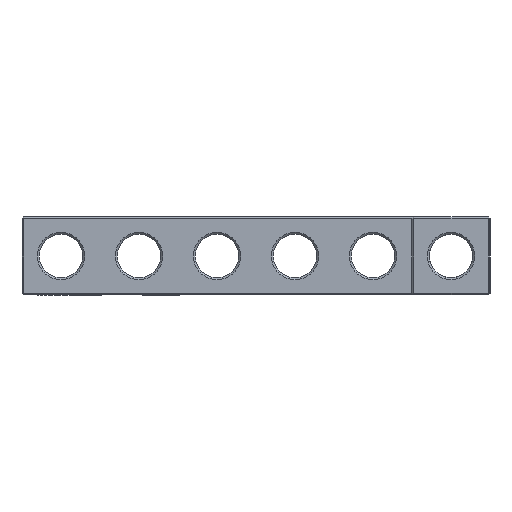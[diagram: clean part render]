
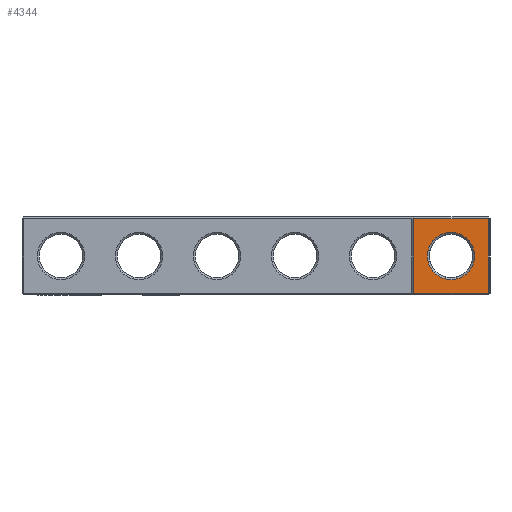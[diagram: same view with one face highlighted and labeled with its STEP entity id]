
A CAD part, left-side view. The second image highlights one B-rep face of the part: STEP entity #4344.
In plain terms, the highlighted planar face has unit normal (-1, 0, 0).
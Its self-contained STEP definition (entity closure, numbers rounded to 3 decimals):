
#361 = PLANE('',#362);
#362 = AXIS2_PLACEMENT_3D('',#363,#364,#365);
#363 = CARTESIAN_POINT('',(-68.6,6.1,0.));
#364 = DIRECTION('',(0.707,-0.707,0.)
  );
#365 = DIRECTION('',(0.,0.,-1.));
#1179 = VERTEX_POINT('',#1180);
#1180 = CARTESIAN_POINT('',(-68.75,5.95,0.3));
#1201 = EDGE_CURVE('',#1179,#1202,#1204,.T.);
#1202 = VERTEX_POINT('',#1203);
#1203 = CARTESIAN_POINT('',(-68.75,5.95,12.2));
#1204 = SURFACE_CURVE('',#1205,(#1209,#1216),.PCURVE_S1.);
#1205 = LINE('',#1206,#1207);
#1206 = CARTESIAN_POINT('',(-68.75,5.95,0.));
#1207 = VECTOR('',#1208,1.);
#1208 = DIRECTION('',(0.,0.,1.));
#1209 = PCURVE('',#361,#1210);
#1210 = DEFINITIONAL_REPRESENTATION('',(#1211),#1215);
#1211 = LINE('',#1212,#1213);
#1212 = CARTESIAN_POINT('',(0.,-0.212));
#1213 = VECTOR('',#1214,1.);
#1214 = DIRECTION('',(-1.,0.));
#1215 = ( GEOMETRIC_REPRESENTATION_CONTEXT(2) 
PARAMETRIC_REPRESENTATION_CONTEXT() REPRESENTATION_CONTEXT('2D SPACE',''
  ) );
#1216 = PCURVE('',#1217,#1222);
#1217 = PLANE('',#1218);
#1218 = AXIS2_PLACEMENT_3D('',#1219,#1220,#1221);
#1219 = CARTESIAN_POINT('',(-68.75,6.25,0.));
#1220 = DIRECTION('',(1.,0.,0.));
#1221 = DIRECTION('',(0.,-1.,0.));
#1222 = DEFINITIONAL_REPRESENTATION('',(#1223),#1227);
#1223 = LINE('',#1224,#1225);
#1224 = CARTESIAN_POINT('',(0.3,0.));
#1225 = VECTOR('',#1226,1.);
#1226 = DIRECTION('',(0.,-1.));
#1227 = ( GEOMETRIC_REPRESENTATION_CONTEXT(2) 
PARAMETRIC_REPRESENTATION_CONTEXT() REPRESENTATION_CONTEXT('2D SPACE',''
  ) );
#1573 = PLANE('',#1574);
#1574 = AXIS2_PLACEMENT_3D('',#1575,#1576,#1577);
#1575 = CARTESIAN_POINT('',(-68.6,6.25,0.15));
#1576 = DIRECTION('',(0.707,0.,0.707)
  );
#1577 = DIRECTION('',(0.,-1.,0.));
#2294 = PLANE('',#2295);
#2295 = AXIS2_PLACEMENT_3D('',#2296,#2297,#2298);
#2296 = CARTESIAN_POINT('',(-68.6,6.25,12.35));
#2297 = DIRECTION('',(-0.707,0.,0.707
    ));
#2298 = DIRECTION('',(0.,-1.,0.));
#4344 = ADVANCED_FACE('',(#4345,#4420),#1217,.F.);
#4345 = FACE_BOUND('',#4346,.F.);
#4346 = EDGE_LOOP('',(#4347,#4377,#4398,#4399));
#4347 = ORIENTED_EDGE('',*,*,#4348,.F.);
#4348 = EDGE_CURVE('',#4349,#4351,#4353,.T.);
#4349 = VERTEX_POINT('',#4350);
#4350 = CARTESIAN_POINT('',(-68.75,-5.95,0.3));
#4351 = VERTEX_POINT('',#4352);
#4352 = CARTESIAN_POINT('',(-68.75,-5.95,12.2));
#4353 = SURFACE_CURVE('',#4354,(#4358,#4365),.PCURVE_S1.);
#4354 = LINE('',#4355,#4356);
#4355 = CARTESIAN_POINT('',(-68.75,-5.95,0.));
#4356 = VECTOR('',#4357,1.);
#4357 = DIRECTION('',(0.,0.,1.));
#4358 = PCURVE('',#1217,#4359);
#4359 = DEFINITIONAL_REPRESENTATION('',(#4360),#4364);
#4360 = LINE('',#4361,#4362);
#4361 = CARTESIAN_POINT('',(12.2,0.));
#4362 = VECTOR('',#4363,1.);
#4363 = DIRECTION('',(0.,-1.));
#4364 = ( GEOMETRIC_REPRESENTATION_CONTEXT(2) 
PARAMETRIC_REPRESENTATION_CONTEXT() REPRESENTATION_CONTEXT('2D SPACE',''
  ) );
#4365 = PCURVE('',#4366,#4371);
#4366 = PLANE('',#4367);
#4367 = AXIS2_PLACEMENT_3D('',#4368,#4369,#4370);
#4368 = CARTESIAN_POINT('',(-68.6,-6.1,0.));
#4369 = DIRECTION('',(-0.707,-0.707,0.
    ));
#4370 = DIRECTION('',(0.,0.,1.));
#4371 = DEFINITIONAL_REPRESENTATION('',(#4372),#4376);
#4372 = LINE('',#4373,#4374);
#4373 = CARTESIAN_POINT('',(0.,0.212));
#4374 = VECTOR('',#4375,1.);
#4375 = DIRECTION('',(1.,0.));
#4376 = ( GEOMETRIC_REPRESENTATION_CONTEXT(2) 
PARAMETRIC_REPRESENTATION_CONTEXT() REPRESENTATION_CONTEXT('2D SPACE',''
  ) );
#4377 = ORIENTED_EDGE('',*,*,#4378,.F.);
#4378 = EDGE_CURVE('',#1179,#4349,#4379,.T.);
#4379 = SURFACE_CURVE('',#4380,(#4384,#4391),.PCURVE_S1.);
#4380 = LINE('',#4381,#4382);
#4381 = CARTESIAN_POINT('',(-68.75,6.25,0.3));
#4382 = VECTOR('',#4383,1.);
#4383 = DIRECTION('',(0.,-1.,0.));
#4384 = PCURVE('',#1217,#4385);
#4385 = DEFINITIONAL_REPRESENTATION('',(#4386),#4390);
#4386 = LINE('',#4387,#4388);
#4387 = CARTESIAN_POINT('',(0.,-0.3));
#4388 = VECTOR('',#4389,1.);
#4389 = DIRECTION('',(1.,0.));
#4390 = ( GEOMETRIC_REPRESENTATION_CONTEXT(2) 
PARAMETRIC_REPRESENTATION_CONTEXT() REPRESENTATION_CONTEXT('2D SPACE',''
  ) );
#4391 = PCURVE('',#1573,#4392);
#4392 = DEFINITIONAL_REPRESENTATION('',(#4393),#4397);
#4393 = LINE('',#4394,#4395);
#4394 = CARTESIAN_POINT('',(0.,-0.212));
#4395 = VECTOR('',#4396,1.);
#4396 = DIRECTION('',(1.,0.));
#4397 = ( GEOMETRIC_REPRESENTATION_CONTEXT(2) 
PARAMETRIC_REPRESENTATION_CONTEXT() REPRESENTATION_CONTEXT('2D SPACE',''
  ) );
#4398 = ORIENTED_EDGE('',*,*,#1201,.T.);
#4399 = ORIENTED_EDGE('',*,*,#4400,.T.);
#4400 = EDGE_CURVE('',#1202,#4351,#4401,.T.);
#4401 = SURFACE_CURVE('',#4402,(#4406,#4413),.PCURVE_S1.);
#4402 = LINE('',#4403,#4404);
#4403 = CARTESIAN_POINT('',(-68.75,6.25,12.2));
#4404 = VECTOR('',#4405,1.);
#4405 = DIRECTION('',(0.,-1.,0.));
#4406 = PCURVE('',#1217,#4407);
#4407 = DEFINITIONAL_REPRESENTATION('',(#4408),#4412);
#4408 = LINE('',#4409,#4410);
#4409 = CARTESIAN_POINT('',(0.,-12.2));
#4410 = VECTOR('',#4411,1.);
#4411 = DIRECTION('',(1.,0.));
#4412 = ( GEOMETRIC_REPRESENTATION_CONTEXT(2) 
PARAMETRIC_REPRESENTATION_CONTEXT() REPRESENTATION_CONTEXT('2D SPACE',''
  ) );
#4413 = PCURVE('',#2294,#4414);
#4414 = DEFINITIONAL_REPRESENTATION('',(#4415),#4419);
#4415 = LINE('',#4416,#4417);
#4416 = CARTESIAN_POINT('',(0.,-0.212));
#4417 = VECTOR('',#4418,1.);
#4418 = DIRECTION('',(1.,0.));
#4419 = ( GEOMETRIC_REPRESENTATION_CONTEXT(2) 
PARAMETRIC_REPRESENTATION_CONTEXT() REPRESENTATION_CONTEXT('2D SPACE',''
  ) );
#4420 = FACE_BOUND('',#4421,.F.);
#4421 = EDGE_LOOP('',(#4422));
#4422 = ORIENTED_EDGE('',*,*,#4423,.T.);
#4423 = EDGE_CURVE('',#4424,#4424,#4426,.T.);
#4424 = VERTEX_POINT('',#4425);
#4425 = CARTESIAN_POINT('',(-68.75,0.,10.04));
#4426 = SURFACE_CURVE('',#4427,(#4432,#4443),.PCURVE_S1.);
#4427 = CIRCLE('',#4428,3.79);
#4428 = AXIS2_PLACEMENT_3D('',#4429,#4430,#4431);
#4429 = CARTESIAN_POINT('',(-68.75,0.,6.25));
#4430 = DIRECTION('',(-1.,0.,0.));
#4431 = DIRECTION('',(0.,0.,1.));
#4432 = PCURVE('',#1217,#4433);
#4433 = DEFINITIONAL_REPRESENTATION('',(#4434),#4442);
#4434 = ( BOUNDED_CURVE() B_SPLINE_CURVE(2,(#4435,#4436,#4437,#4438,
#4439,#4440,#4441),.UNSPECIFIED.,.T.,.F.) B_SPLINE_CURVE_WITH_KNOTS((1,2
    ,2,2,2,1),(-2.094,0.,2.094,4.189,
6.283,8.378),.UNSPECIFIED.) CURVE() 
GEOMETRIC_REPRESENTATION_ITEM() RATIONAL_B_SPLINE_CURVE((1.,0.5,1.,0.5,
1.,0.5,1.)) REPRESENTATION_ITEM('') );
#4435 = CARTESIAN_POINT('',(6.25,-10.04));
#4436 = CARTESIAN_POINT('',(-0.314,-10.04));
#4437 = CARTESIAN_POINT('',(2.968,-4.355));
#4438 = CARTESIAN_POINT('',(6.25,1.33));
#4439 = CARTESIAN_POINT('',(9.532,-4.355));
#4440 = CARTESIAN_POINT('',(12.814,-10.04));
#4441 = CARTESIAN_POINT('',(6.25,-10.04));
#4442 = ( GEOMETRIC_REPRESENTATION_CONTEXT(2) 
PARAMETRIC_REPRESENTATION_CONTEXT() REPRESENTATION_CONTEXT('2D SPACE',''
  ) );
#4443 = PCURVE('',#4444,#4449);
#4444 = CONICAL_SURFACE('',#4445,3.49,0.785);
#4445 = AXIS2_PLACEMENT_3D('',#4446,#4447,#4448);
#4446 = CARTESIAN_POINT('',(-68.45,0.,6.25));
#4447 = DIRECTION('',(-1.,-0.,0.));
#4448 = DIRECTION('',(0.,0.,1.));
#4449 = DEFINITIONAL_REPRESENTATION('',(#4450),#4454);
#4450 = LINE('',#4451,#4452);
#4451 = CARTESIAN_POINT('',(0.,0.3));
#4452 = VECTOR('',#4453,1.);
#4453 = DIRECTION('',(1.,0.));
#4454 = ( GEOMETRIC_REPRESENTATION_CONTEXT(2) 
PARAMETRIC_REPRESENTATION_CONTEXT() REPRESENTATION_CONTEXT('2D SPACE',''
  ) );
